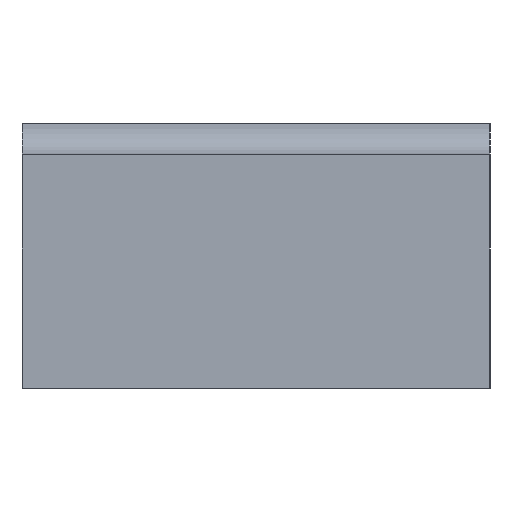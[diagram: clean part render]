
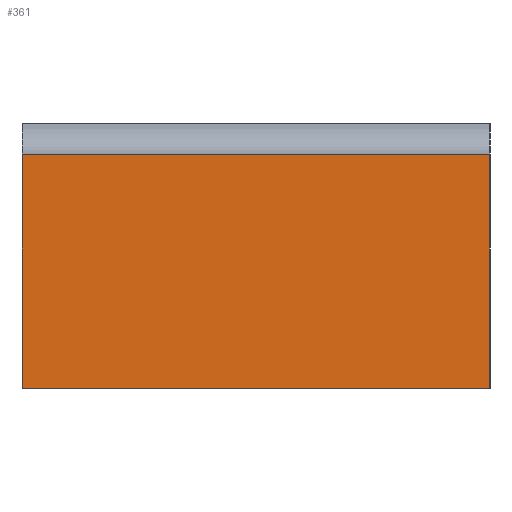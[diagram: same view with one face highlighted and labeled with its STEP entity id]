
A CAD part, left-side view. The second image highlights one B-rep face of the part: STEP entity #361.
In plain terms, the highlighted planar face has unit normal (-1, 0, 0).
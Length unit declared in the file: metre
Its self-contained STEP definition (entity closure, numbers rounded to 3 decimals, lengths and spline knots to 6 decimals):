
#102=ORIENTED_EDGE('',*,*,#170,.F.);
#103=ORIENTED_EDGE('',*,*,#169,.F.);
#104=ORIENTED_EDGE('',*,*,#171,.T.);
#105=ORIENTED_EDGE('',*,*,#172,.T.);
#169=EDGE_CURVE('',#205,#204,#243,.T.);
#170=EDGE_CURVE('',#204,#206,#244,.T.);
#171=EDGE_CURVE('',#205,#207,#245,.T.);
#172=EDGE_CURVE('',#207,#206,#246,.T.);
#204=VERTEX_POINT('',#600);
#205=VERTEX_POINT('',#602);
#206=VERTEX_POINT('',#606);
#207=VERTEX_POINT('',#608);
#243=LINE('',#603,#283);
#244=LINE('',#605,#284);
#245=LINE('',#607,#285);
#246=LINE('',#609,#286);
#283=VECTOR('',#498,1.);
#284=VECTOR('',#501,1.);
#285=VECTOR('',#502,1.);
#286=VECTOR('',#503,1.);
#305=EDGE_LOOP('',(#102,#103,#104,#105));
#325=FACE_BOUND('',#305,.T.);
#342=PLANE('',#412);
#361=ADVANCED_FACE('',(#325),#342,.F.);
#412=AXIS2_PLACEMENT_3D('',#604,#499,#500);
#498=DIRECTION('',(0.,1.,0.));
#499=DIRECTION('',(1.,0.,0.));
#500=DIRECTION('',(0.,0.,1.));
#501=DIRECTION('',(0.,0.,1.));
#502=DIRECTION('',(0.,0.,1.));
#503=DIRECTION('',(0.,1.,0.));
#600=CARTESIAN_POINT('',(-0.01988,0.,-0.015));
#602=CARTESIAN_POINT('',(-0.01988,-0.03,-0.015));
#603=CARTESIAN_POINT('',(-0.01988,-0.03,-0.015));
#604=CARTESIAN_POINT('',(-0.01988,-0.03,-0.0075));
#605=CARTESIAN_POINT('',(-0.01988,0.,-0.0075));
#606=CARTESIAN_POINT('',(-0.01988,0.,0.));
#607=CARTESIAN_POINT('',(-0.01988,-0.03,-0.0075));
#608=CARTESIAN_POINT('',(-0.01988,-0.03,0.));
#609=CARTESIAN_POINT('',(-0.01988,-0.03,0.));
